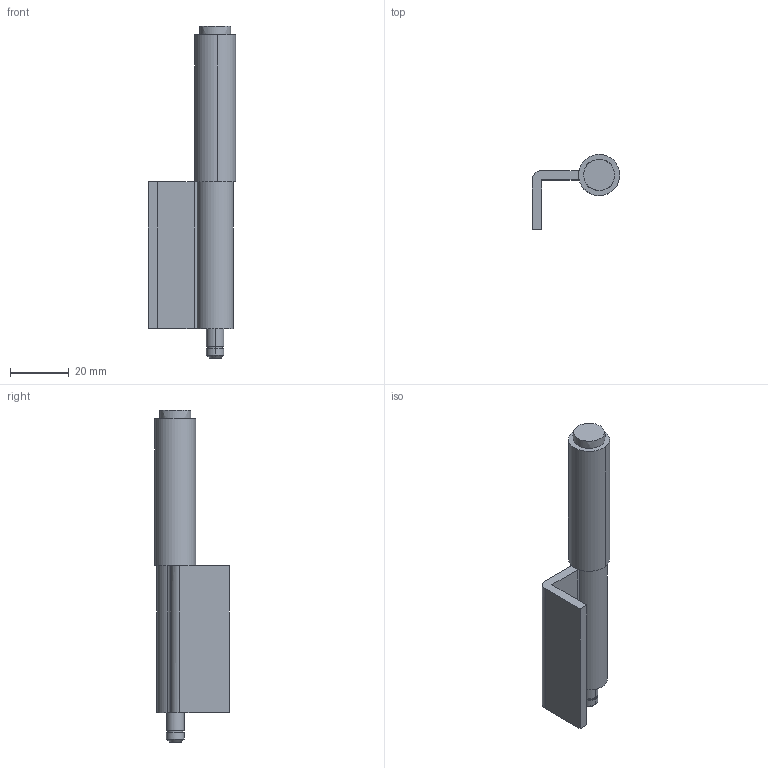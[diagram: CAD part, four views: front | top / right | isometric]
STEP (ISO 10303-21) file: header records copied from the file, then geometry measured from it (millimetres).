
FILE_DESCRIPTION((''),'2;1');
FILE_NAME('','2005-04-20T10:01:37',(''),(''),'','CADfix','');
FILE_SCHEMA(('AUTOMOTIVE_DESIGN'));
Length unit declared in the file: millimetre
Products named in the file (4): shaft; hinge piece_B; hinge piece_A; TH_71_14283_36
Assembly tree (3 placements, depth 2):
  TH_71_14283_36
    shaft
    hinge piece_B
    hinge piece_A
Bounding box: 29.75 x 25.39 x 113 mm (x, y, z)
Volume: 19505.1 mm3; surface area: 12610.4 mm2
Topology: 3 solids, 3 shells, 33 faces, 94 edges, 71 vertices
Faces by surface type: bspline 33
Entity records: 1319 total; most frequent: CARTESIAN_POINT 698, ORIENTED_EDGE 188, EDGE_CURVE 94, VERTEX_POINT 71, EDGE_LOOP 39, QUASI_UNIFORM_CURVE 35, FACE_OUTER_BOUND 33, ADVANCED_FACE 33
